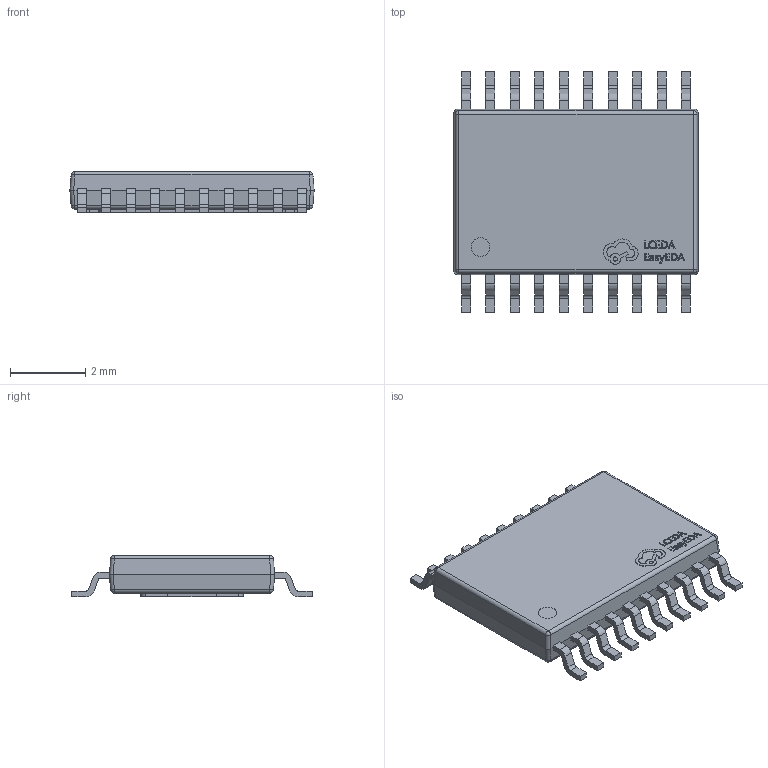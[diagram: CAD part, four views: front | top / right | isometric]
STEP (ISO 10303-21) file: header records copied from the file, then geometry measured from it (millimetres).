
FILE_DESCRIPTION (( 'STEP AP214' ), '1' );
FILE_NAME ('TSSOP-20_L6.5-W4.4-P0.65-LS6.4-BL-EP6.1.STEP', '2023-07-20T15:43:30', ( '' ), ( '' ), 'SwSTEP 2.0', 'SolidWorks 2020', '' );
FILE_SCHEMA (( 'AUTOMOTIVE_DESIGN' ));
Length unit declared in the file: millimetre
Products named in the file (1): TSSOP-20_L6.5-W4.4-P0.65-LS6.4-BL-EP6.1
Bounding box: 6.5 x 6.4 x 1.11 mm (x, y, z)
Volume: 30.6 mm3; surface area: 97.8 mm2
Topology: 1 solids, 1 shells, 554 faces, 1561 edges, 1030 vertices
Faces by surface type: plane 346, cylinder 102, bspline 98, sphere 8
Entity records: 24405 total; most frequent: CARTESIAN_POINT 4464, ORIENTED_EDGE 3122, DIRECTION 2467, EDGE_CURVE 1561, VECTOR 1161, LINE 1161, VERTEX_POINT 1030, AXIS2_PLACEMENT_3D 653
